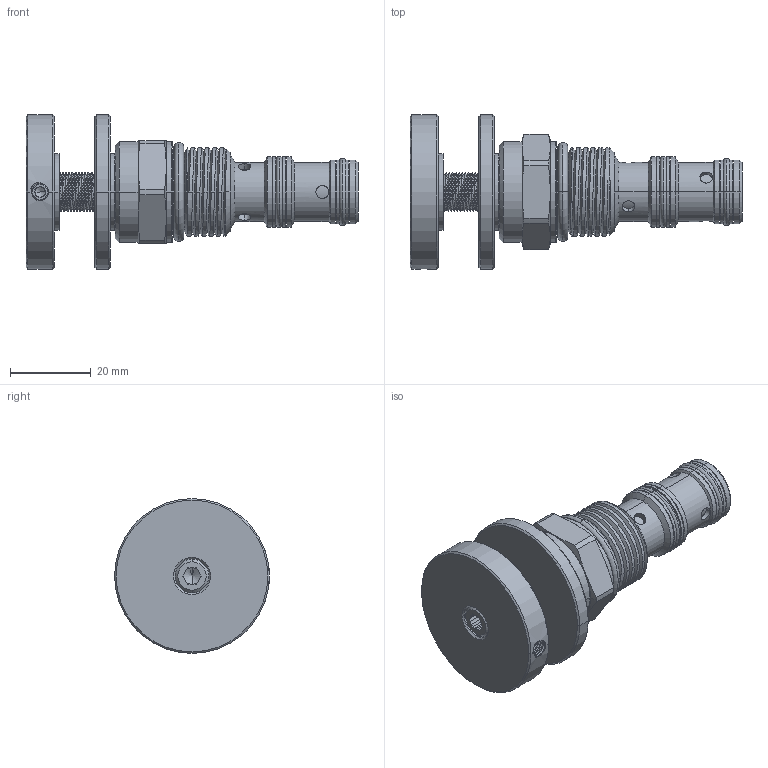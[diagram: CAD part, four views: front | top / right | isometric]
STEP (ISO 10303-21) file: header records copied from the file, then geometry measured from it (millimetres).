
FILE_DESCRIPTION (( 'STEP AP203' ), '1' );
FILE_NAME ('FR10W31-B.STEP', '2016-05-24T02:07:24', ( '' ), ( '' ), 'SwSTEP 2.0', 'SolidWorks 2012', '' );
FILE_SCHEMA (( 'CONFIG_CONTROL_DESIGN' ));
Length unit declared in the file: millimetre
Products named in the file (1): FR10W31-B
Bounding box: 82.34 x 38.4 x 38.4 mm (x, y, z)
Volume: 31507.7 mm3; surface area: 13793.3 mm2
Topology: 7 solids, 9 shells, 355 faces, 1020 edges, 656 vertices
Faces by surface type: cylinder 199, plane 74, cone 44, torus 22, bspline 16
Entity records: 38074 total; most frequent: CARTESIAN_POINT 29867, ORIENTED_EDGE 2032, DIRECTION 1437, EDGE_CURVE 1016, VERTEX_POINT 656, AXIS2_PLACEMENT_3D 586, EDGE_LOOP 390, ADVANCED_FACE 355
